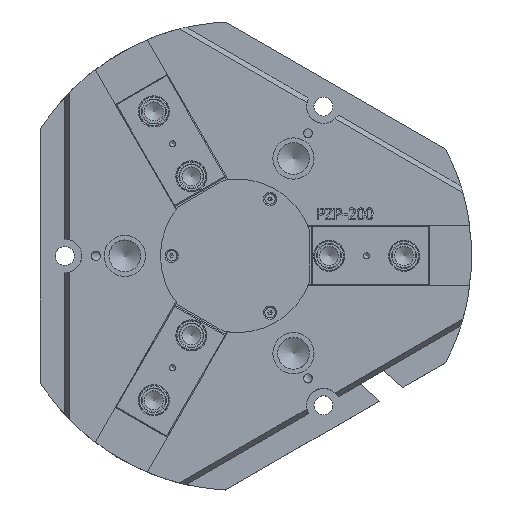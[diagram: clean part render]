
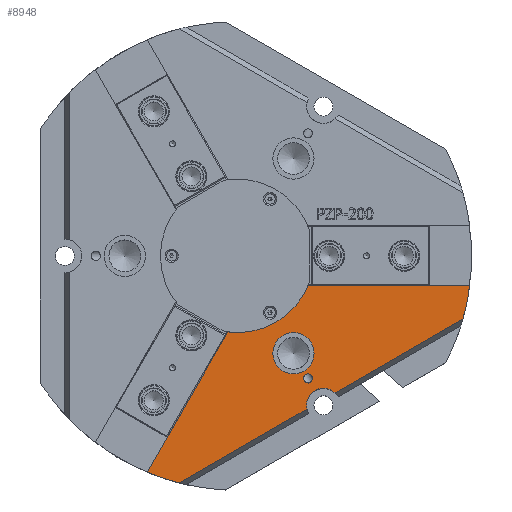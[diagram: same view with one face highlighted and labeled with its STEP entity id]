
A CAD part, top view. The second image highlights one B-rep face of the part: STEP entity #8948.
In plain terms, the highlighted planar face has unit normal (0, 0, 1).
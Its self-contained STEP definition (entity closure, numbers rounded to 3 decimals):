
#321=FACE_BOUND('',#1486,.T.);
#322=FACE_BOUND('',#1487,.T.);
#323=FACE_BOUND('',#1488,.T.);
#474=PLANE('',#9714);
#948=FACE_OUTER_BOUND('',#1485,.T.);
#1485=EDGE_LOOP('',(#7534,#7535,#7536,#7537,#7538,#7539,#7540));
#1486=EDGE_LOOP('',(#7541,#7542));
#1487=EDGE_LOOP('',(#7543,#7544));
#1488=EDGE_LOOP('',(#7545,#7546));
#1828=CIRCLE('',#9448,2.459);
#1829=CIRCLE('',#9449,2.459);
#1849=CIRCLE('',#9524,11.);
#1850=CIRCLE('',#9525,11.);
#1863=CIRCLE('',#9546,2.);
#1864=CIRCLE('',#9547,2.);
#1943=CIRCLE('',#9702,125.);
#1950=CIRCLE('',#9715,9.);
#1951=CIRCLE('',#9716,125.);
#2708=LINE('',#16141,#3380);
#2736=LINE('',#16208,#3408);
#2745=LINE('',#16250,#3417);
#2746=LINE('',#16254,#3418);
#3380=VECTOR('',#11264,10.);
#3408=VECTOR('',#11320,10.);
#3417=VECTOR('',#11367,10.);
#3418=VECTOR('',#11370,10.);
#3951=VERTEX_POINT('',#14495);
#3952=VERTEX_POINT('',#14497);
#4152=VERTEX_POINT('',#15758);
#4153=VERTEX_POINT('',#15760);
#4168=VERTEX_POINT('',#15804);
#4169=VERTEX_POINT('',#15806);
#4262=VERTEX_POINT('',#16135);
#4264=VERTEX_POINT('',#16139);
#4289=VERTEX_POINT('',#16207);
#4294=VERTEX_POINT('',#16221);
#4303=VERTEX_POINT('',#16249);
#4304=VERTEX_POINT('',#16251);
#4305=VERTEX_POINT('',#16253);
#4940=EDGE_CURVE('',#3952,#3951,#1828,.T.);
#4941=EDGE_CURVE('',#3951,#3952,#1829,.T.);
#5233=EDGE_CURVE('',#4153,#4152,#1849,.T.);
#5234=EDGE_CURVE('',#4152,#4153,#1850,.T.);
#5255=EDGE_CURVE('',#4169,#4168,#1863,.T.);
#5256=EDGE_CURVE('',#4168,#4169,#1864,.T.);
#5398=EDGE_CURVE('',#4262,#4264,#2708,.T.);
#5430=EDGE_CURVE('',#4289,#4262,#2736,.T.);
#5439=EDGE_CURVE('',#4264,#4294,#1943,.T.);
#5453=EDGE_CURVE('',#4303,#4294,#2745,.T.);
#5454=EDGE_CURVE('',#4303,#4304,#1950,.T.);
#5455=EDGE_CURVE('',#4305,#4304,#2746,.T.);
#5456=EDGE_CURVE('',#4305,#4289,#1951,.T.);
#7534=ORIENTED_EDGE('',*,*,#5398,.T.);
#7535=ORIENTED_EDGE('',*,*,#5439,.T.);
#7536=ORIENTED_EDGE('',*,*,#5453,.F.);
#7537=ORIENTED_EDGE('',*,*,#5454,.T.);
#7538=ORIENTED_EDGE('',*,*,#5455,.F.);
#7539=ORIENTED_EDGE('',*,*,#5456,.T.);
#7540=ORIENTED_EDGE('',*,*,#5430,.T.);
#7541=ORIENTED_EDGE('',*,*,#4940,.T.);
#7542=ORIENTED_EDGE('',*,*,#4941,.T.);
#7543=ORIENTED_EDGE('',*,*,#5233,.T.);
#7544=ORIENTED_EDGE('',*,*,#5234,.T.);
#7545=ORIENTED_EDGE('',*,*,#5255,.T.);
#7546=ORIENTED_EDGE('',*,*,#5256,.T.);
#8948=ADVANCED_FACE('',(#948,#321,#322,#323),#474,.T.);
#9448=AXIS2_PLACEMENT_3D('',#14498,#10549,#10550);
#9449=AXIS2_PLACEMENT_3D('',#14499,#10551,#10552);
#9524=AXIS2_PLACEMENT_3D('',#15761,#10871,#10872);
#9525=AXIS2_PLACEMENT_3D('',#15762,#10873,#10874);
#9546=AXIS2_PLACEMENT_3D('',#15807,#10923,#10924);
#9547=AXIS2_PLACEMENT_3D('',#15808,#10925,#10926);
#9702=AXIS2_PLACEMENT_3D('',#16223,#11336,#11337);
#9714=AXIS2_PLACEMENT_3D('',#16248,#11365,#11366);
#9715=AXIS2_PLACEMENT_3D('',#16252,#11368,#11369);
#9716=AXIS2_PLACEMENT_3D('',#16255,#11371,#11372);
#10549=DIRECTION('center_axis',(0.,0.,-1.));
#10550=DIRECTION('ref_axis',(-0.5,0.866,0.));
#10551=DIRECTION('center_axis',(0.,0.,-1.));
#10552=DIRECTION('ref_axis',(-0.5,0.866,0.));
#10871=DIRECTION('center_axis',(0.,0.,-1.));
#10872=DIRECTION('ref_axis',(-0.5,0.866,0.));
#10873=DIRECTION('center_axis',(0.,0.,-1.));
#10874=DIRECTION('ref_axis',(-0.5,0.866,0.));
#10923=DIRECTION('center_axis',(0.,0.,-1.));
#10924=DIRECTION('ref_axis',(1.,0.,0.));
#10925=DIRECTION('center_axis',(0.,0.,-1.));
#10926=DIRECTION('ref_axis',(1.,0.,0.));
#11264=DIRECTION('',(-0.5,-0.866,0.));
#11320=DIRECTION('',(-1.,0.,0.));
#11336=DIRECTION('center_axis',(0.,0.,1.));
#11337=DIRECTION('ref_axis',(-0.84,-0.543,0.));
#11365=DIRECTION('center_axis',(0.,0.,1.));
#11366=DIRECTION('ref_axis',(1.,0.,0.));
#11367=DIRECTION('',(-0.866,-0.5,0.));
#11368=DIRECTION('center_axis',(0.,0.,-1.));
#11369=DIRECTION('ref_axis',(0.866,0.5,0.));
#11370=DIRECTION('',(-0.866,-0.5,0.));
#11371=DIRECTION('center_axis',(0.,0.,1.));
#11372=DIRECTION('ref_axis',(0.89,-0.456,0.));
#14495=CARTESIAN_POINT('',(38.979,-67.514,86.7));
#14497=CARTESIAN_POINT('',(36.521,-63.256,86.7));
#14498=CARTESIAN_POINT('Origin',(37.75,-65.385,86.7));
#14499=CARTESIAN_POINT('Origin',(37.75,-65.385,86.7));
#15758=CARTESIAN_POINT('',(35.5,-61.488,86.7));
#15760=CARTESIAN_POINT('',(24.5,-42.435,86.7));
#15761=CARTESIAN_POINT('Origin',(30.,-51.962,86.7));
#15762=CARTESIAN_POINT('Origin',(30.,-51.962,86.7));
#15804=CARTESIAN_POINT('',(15.5,-30.311,86.7));
#15806=CARTESIAN_POINT('',(19.5,-30.311,86.7));
#15807=CARTESIAN_POINT('Origin',(17.5,-30.311,86.7));
#15808=CARTESIAN_POINT('Origin',(17.5,-30.311,86.7));
#16135=CARTESIAN_POINT('',(9.238,-16.,86.7));
#16139=CARTESIAN_POINT('',(-48.129,-115.363,86.7));
#16141=CARTESIAN_POINT('',(13.856,-8.,86.7));
#16207=CARTESIAN_POINT('',(123.972,-16.,86.7));
#16208=CARTESIAN_POINT('',(0.,-16.,86.7));
#16221=CARTESIAN_POINT('',(-30.958,-121.106,86.7));
#16223=CARTESIAN_POINT('Origin',(0.,0.,86.7));
#16248=CARTESIAN_POINT('Origin',(0.,0.,
86.7));
#16249=CARTESIAN_POINT('',(37.239,-81.733,86.7));
#16250=CARTESIAN_POINT('',(-10.113,-109.071,86.7));
#16251=CARTESIAN_POINT('',(52.163,-73.116,86.7));
#16252=CARTESIAN_POINT('Origin',(46.,-79.674,86.7));
#16253=CARTESIAN_POINT('',(120.36,-33.743,86.7));
#16254=CARTESIAN_POINT('',(48.598,-75.174,86.7));
#16255=CARTESIAN_POINT('Origin',(0.,0.,86.7));
